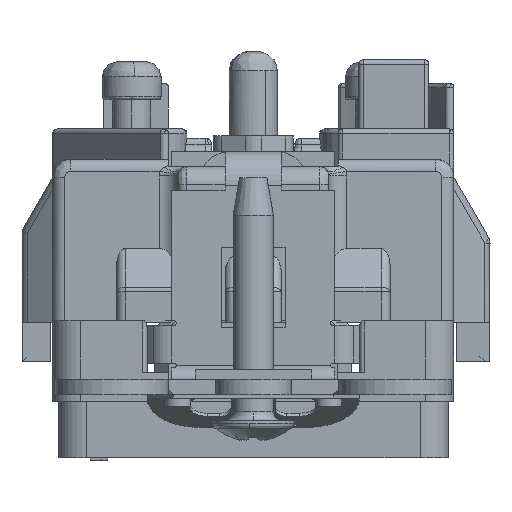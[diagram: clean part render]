
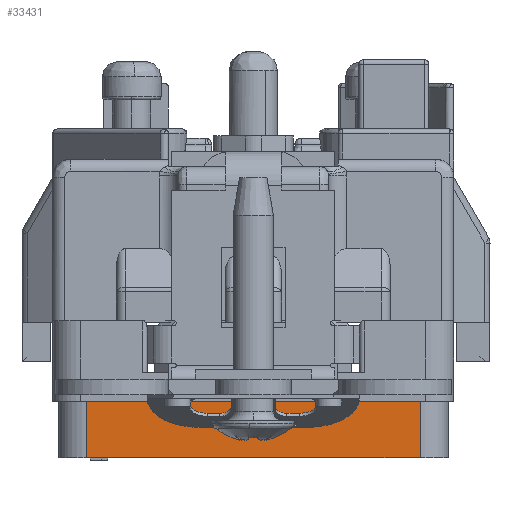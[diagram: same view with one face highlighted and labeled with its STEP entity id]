
A CAD part, front view. The second image highlights one B-rep face of the part: STEP entity #33431.
In plain terms, the highlighted planar face has unit normal (0, -1, 0).
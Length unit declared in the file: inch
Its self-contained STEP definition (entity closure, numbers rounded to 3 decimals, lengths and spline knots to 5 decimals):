
#350 = EDGE_CURVE ( 'NONE', #18677, #54754, #78904, .T. ) ;
#706 = ORIENTED_EDGE ( 'NONE', *, *, #70458, .F. ) ;
#1704 = LINE ( 'NONE', #52779, #75488 ) ;
#3382 = DIRECTION ( 'NONE',  ( 1., 0., 0. ) ) ;
#4037 = DIRECTION ( 'NONE',  ( 0., 0., 1. ) ) ;
#4190 = DIRECTION ( 'NONE',  ( 0., 0., 1. ) ) ;
#7395 = CARTESIAN_POINT ( 'NONE',  ( -0.552, -1.305, -0.422 ) ) ;
#10733 = CARTESIAN_POINT ( 'NONE',  ( -0.55212, -1.305, -0.42188 ) ) ;
#11287 = CARTESIAN_POINT ( 'NONE',  ( -0.552, -1.305, -0.60912 ) ) ;
#12522 = VECTOR ( 'NONE', #4190, 39.37008 ) ;
#14680 = EDGE_CURVE ( 'NONE', #65920, #80391, #1704, .T. ) ;
#18677 = VERTEX_POINT ( 'NONE', #51929 ) ;
#29767 = VECTOR ( 'NONE', #60879, 39.37008 ) ;
#32081 = AXIS2_PLACEMENT_3D ( 'NONE', #10733, #73873, #4037 ) ;
#33065 = FACE_OUTER_BOUND ( 'NONE', #37967, .T. ) ;
#33431 = ADVANCED_FACE ( 'NONE', ( #33065 ), #79285, .F. ) ;
#35442 = CARTESIAN_POINT ( 'NONE',  ( 0.552, -1.305, -0.42188 ) ) ;
#37062 = CARTESIAN_POINT ( 'NONE',  ( 0.552, -1.305, -0.422 ) ) ;
#37967 = EDGE_LOOP ( 'NONE', ( #706, #62868, #56991, #69597 ) ) ;
#42928 = CARTESIAN_POINT ( 'NONE',  ( -0.552, -1.305, -0.609 ) ) ;
#48350 = LINE ( 'NONE', #35442, #29767 ) ;
#49862 = EDGE_CURVE ( 'NONE', #80391, #18677, #48350, .T. ) ;
#51781 = VECTOR ( 'NONE', #78500, 39.37008 ) ;
#51929 = CARTESIAN_POINT ( 'NONE',  ( 0.552, -1.305, -0.609 ) ) ;
#52779 = CARTESIAN_POINT ( 'NONE',  ( -0.55212, -1.305, -0.422 ) ) ;
#54754 = VERTEX_POINT ( 'NONE', #42928 ) ;
#56991 = ORIENTED_EDGE ( 'NONE', *, *, #49862, .F. ) ;
#60879 = DIRECTION ( 'NONE',  ( 0., 0., -1. ) ) ;
#62341 = LINE ( 'NONE', #11287, #12522 ) ;
#62868 = ORIENTED_EDGE ( 'NONE', *, *, #350, .F. ) ;
#65920 = VERTEX_POINT ( 'NONE', #7395 ) ;
#69597 = ORIENTED_EDGE ( 'NONE', *, *, #14680, .F. ) ;
#70458 = EDGE_CURVE ( 'NONE', #54754, #65920, #62341, .T. ) ;
#73873 = DIRECTION ( 'NONE',  ( 0., 1., 0. ) ) ;
#75488 = VECTOR ( 'NONE', #3382, 39.37008 ) ;
#78500 = DIRECTION ( 'NONE',  ( -1., 0., 0. ) ) ;
#78904 = LINE ( 'NONE', #80130, #51781 ) ;
#79285 = PLANE ( 'NONE',  #32081 ) ;
#80130 = CARTESIAN_POINT ( 'NONE',  ( 0.64512, -1.305, -0.609 ) ) ;
#80391 = VERTEX_POINT ( 'NONE', #37062 ) ;
